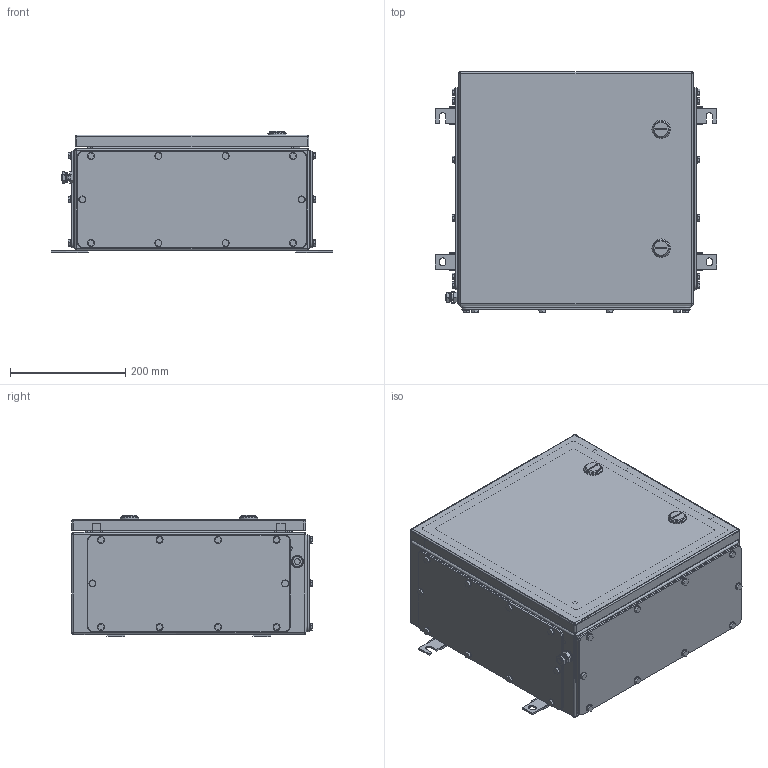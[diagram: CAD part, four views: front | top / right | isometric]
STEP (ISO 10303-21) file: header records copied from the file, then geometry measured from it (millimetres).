
FILE_DESCRIPTION(('CATIA V5 STEP Exchange','CAx-IF Rec.Pracs.--- Model Styling and Organization---1.4--- 2014-01-23'),'2;1');
FILE_NAME ('1530543-3_0_8000109898_8000109898_KTB_QL_404020_S4E3_LD.stp','2023-04-27T09:23:52+00:00',('none'),('Weidmueller'),'CATIA Version 5-6 Release 2016 SP3 HF44','CATIA V5 STEP AP214','none');
FILE_SCHEMA(('AUTOMOTIVE_DESIGN { 1 0 10303 214 1 1 1 1 }'));
Products named in the file (1): 8000109898 KTB QL 404020 S4E3
Bounding box: 487 x 417 x 209.8 mm (x, y, z)
Volume: 1773192.8 mm3; surface area: 1825083.7 mm2
Topology: 116 solids, 118 shells, 2359 faces, 5586 edges, 3566 vertices
Faces by surface type: cylinder 1104, plane 983, cone 220, bspline 28, torus 16, sphere 8
Entity records: 78349 total; most frequent: CARTESIAN_POINT 23537, ORIENTED_EDGE 10956, DIRECTION 9297, EDGE_CURVE 5478, AXIS2_PLACEMENT_3D 4020, VERTEX_POINT 3566, VECTOR 2954, LINE 2954
